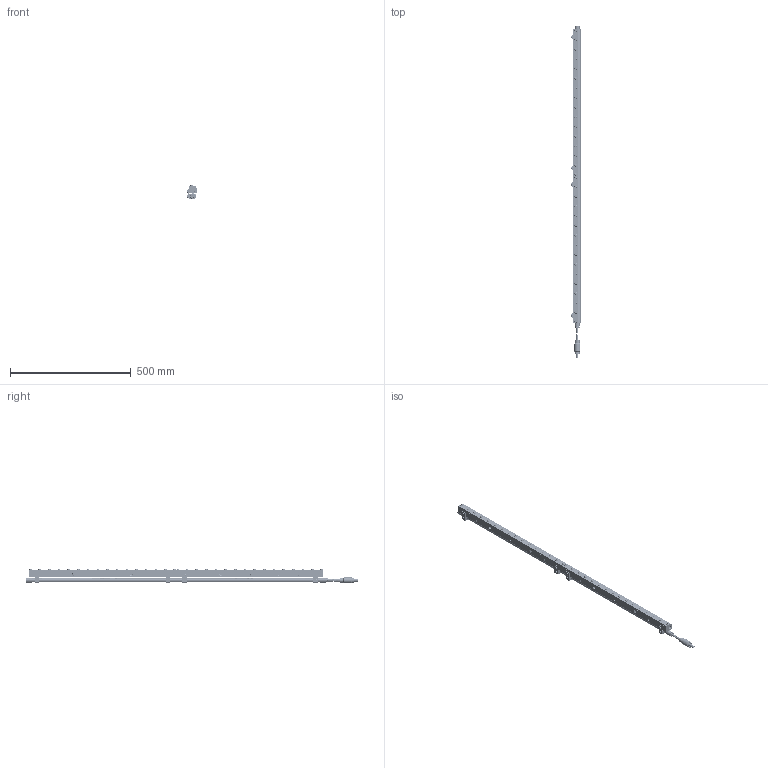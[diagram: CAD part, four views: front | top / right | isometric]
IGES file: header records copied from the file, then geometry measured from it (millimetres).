
Start section: START RECORD GO HERE.
Global section: file name: 16048.igs; native system: DASSAULT SYSTEMES CATIA V5 R21 - www.3ds.com; preprocessor: CATIA Version 5 Release 21 ; author: Chirag Shah; organization: INTRITECH; date: 20201124.161020; units: millimetre
Bounding box: 38.65 x 1374.8 x 60.81 mm (x, y, z)
Surface area: 274874.1 mm2 (no closed solid volume)
Topology: 0 solids, 0 shells, 3584 faces, 19118 edges, 19077 vertices
Faces by surface type: bspline 3584
